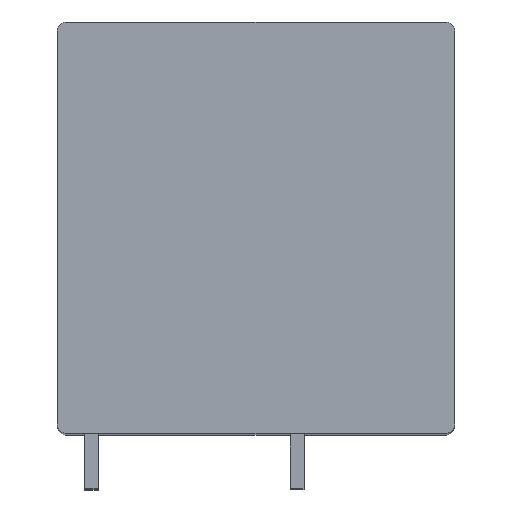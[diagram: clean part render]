
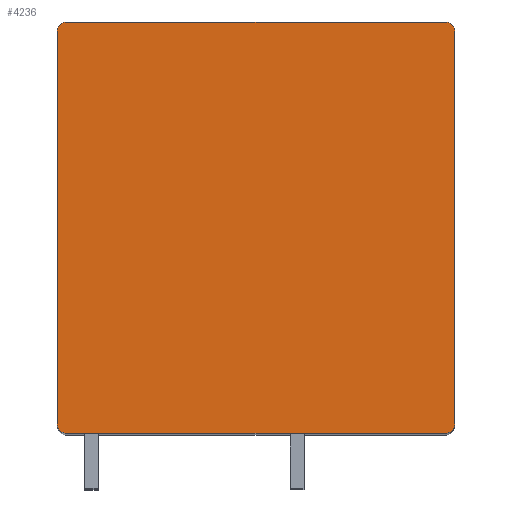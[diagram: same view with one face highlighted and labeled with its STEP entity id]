
A CAD part, top view. The second image highlights one B-rep face of the part: STEP entity #4236.
In plain terms, the highlighted planar face has unit normal (0, 0, 1).
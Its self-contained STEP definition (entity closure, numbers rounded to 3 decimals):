
#573=CARTESIAN_POINT('',(13.8,14.3,4.45));
#574=DIRECTION('',(0.,0.,1.));
#575=DIRECTION('',(1.,0.,0.));
#576=AXIS2_PLACEMENT_3D('',#573,#574,#575);
#578=DIRECTION('',(0.,1.,0.));
#579=VECTOR('',#578,28.6);
#580=CARTESIAN_POINT('',(14.5,-14.3,4.45));
#581=LINE('',#580,#579);
#582=CARTESIAN_POINT('',(13.8,-14.3,4.45));
#583=DIRECTION('',(0.,0.,1.));
#584=DIRECTION('',(0.,-1.,0.));
#585=AXIS2_PLACEMENT_3D('',#582,#583,#584);
#587=DIRECTION('',(1.,0.,0.));
#588=VECTOR('',#587,27.6);
#589=CARTESIAN_POINT('',(-13.8,-15.,4.45));
#590=LINE('',#589,#588);
#591=CARTESIAN_POINT('',(-13.8,-14.3,4.45));
#592=DIRECTION('',(0.,0.,1.));
#593=DIRECTION('',(-1.,0.,0.));
#594=AXIS2_PLACEMENT_3D('',#591,#592,#593);
#596=DIRECTION('',(0.,-1.,0.));
#597=VECTOR('',#596,28.6);
#598=CARTESIAN_POINT('',(-14.5,14.3,4.45));
#599=LINE('',#598,#597);
#600=CARTESIAN_POINT('',(-13.8,14.3,4.45));
#601=DIRECTION('',(0.,0.,1.));
#602=DIRECTION('',(0.,1.,0.));
#603=AXIS2_PLACEMENT_3D('',#600,#601,#602);
#605=DIRECTION('',(-1.,0.,0.));
#606=VECTOR('',#605,27.6);
#607=CARTESIAN_POINT('',(13.8,15.,4.45));
#608=LINE('',#607,#606);
#2921=CARTESIAN_POINT('',(14.5,14.3,4.45));
#2922=CARTESIAN_POINT('',(13.8,15.,4.45));
#2923=VERTEX_POINT('',#2921);
#2924=VERTEX_POINT('',#2922);
#2925=CARTESIAN_POINT('',(-13.8,15.,4.45));
#2926=VERTEX_POINT('',#2925);
#2927=CARTESIAN_POINT('',(-14.5,14.3,4.45));
#2928=VERTEX_POINT('',#2927);
#2929=CARTESIAN_POINT('',(-14.5,-14.3,4.45));
#2930=VERTEX_POINT('',#2929);
#2931=CARTESIAN_POINT('',(-13.8,-15.,4.45));
#2932=VERTEX_POINT('',#2931);
#2933=CARTESIAN_POINT('',(13.8,-15.,4.45));
#2934=VERTEX_POINT('',#2933);
#2935=CARTESIAN_POINT('',(14.5,-14.3,4.45));
#2936=VERTEX_POINT('',#2935);
#4221=CARTESIAN_POINT('',(0.,0.,4.45));
#4222=DIRECTION('',(0.,0.,1.));
#4223=DIRECTION('',(1.,0.,0.));
#4224=AXIS2_PLACEMENT_3D('',#4221,#4222,#4223);
#4225=PLANE('',#4224);
#4226=ORIENTED_EDGE('',*,*,#3738,.F.);
#4227=ORIENTED_EDGE('',*,*,#3753,.F.);
#4228=ORIENTED_EDGE('',*,*,#3935,.F.);
#4229=ORIENTED_EDGE('',*,*,#3949,.F.);
#4230=ORIENTED_EDGE('',*,*,#4173,.F.);
#4231=ORIENTED_EDGE('',*,*,#4187,.F.);
#4232=ORIENTED_EDGE('',*,*,#4201,.F.);
#4233=ORIENTED_EDGE('',*,*,#4214,.F.);
#4234=EDGE_LOOP('',(#4226,#4227,#4228,#4229,#4230,#4231,#4232,#4233));
#4235=FACE_OUTER_BOUND('',#4234,.F.);
#4236=ADVANCED_FACE('',(#4235),#4225,.T.);
#577=CIRCLE('',#576,0.7);
#586=CIRCLE('',#585,0.7);
#595=CIRCLE('',#594,0.7);
#604=CIRCLE('',#603,0.7);
#3738=EDGE_CURVE('',#2923,#2924,#577,.T.);
#3753=EDGE_CURVE('',#2936,#2923,#581,.T.);
#3935=EDGE_CURVE('',#2934,#2936,#586,.T.);
#3949=EDGE_CURVE('',#2932,#2934,#590,.T.);
#4173=EDGE_CURVE('',#2930,#2932,#595,.T.);
#4187=EDGE_CURVE('',#2928,#2930,#599,.T.);
#4201=EDGE_CURVE('',#2926,#2928,#604,.T.);
#4214=EDGE_CURVE('',#2924,#2926,#608,.T.);
